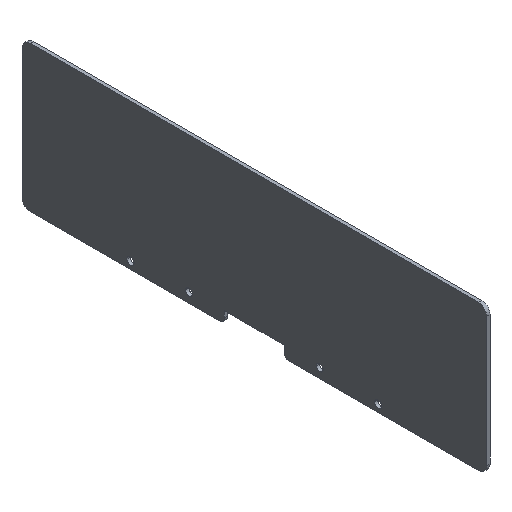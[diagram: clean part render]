
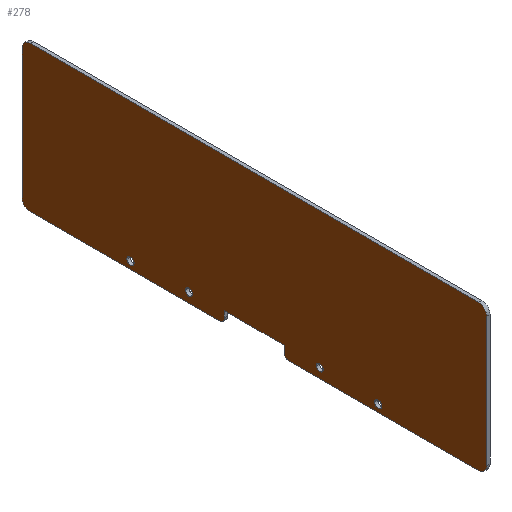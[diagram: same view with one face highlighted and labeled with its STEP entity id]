
A CAD part, isometric view. The second image highlights one B-rep face of the part: STEP entity #278.
In plain terms, the highlighted planar face has unit normal (-1, 0, 0).
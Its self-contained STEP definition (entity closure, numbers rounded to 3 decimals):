
#88=AXIS2_PLACEMENT_3D('Circle Axis2P3D',#86,#87,$) ;
#106=AXIS2_PLACEMENT_3D('Plane Axis2P3D',#103,#104,#105) ;
#117=AXIS2_PLACEMENT_3D('Circle Axis2P3D',#115,#116,$) ;
#131=AXIS2_PLACEMENT_3D('Circle Axis2P3D',#129,#130,$) ;
#145=AXIS2_PLACEMENT_3D('Circle Axis2P3D',#143,#144,$) ;
#159=AXIS2_PLACEMENT_3D('Circle Axis2P3D',#157,#158,$) ;
#187=AXIS2_PLACEMENT_3D('Circle Axis2P3D',#185,#186,$) ;
#208=AXIS2_PLACEMENT_3D('Circle Axis2P3D',#206,#207,$) ;
#217=AXIS2_PLACEMENT_3D('Circle Axis2P3D',#215,#216,$) ;
#226=AXIS2_PLACEMENT_3D('Circle Axis2P3D',#224,#225,$) ;
#235=AXIS2_PLACEMENT_3D('Circle Axis2P3D',#233,#234,$) ;
#244=AXIS2_PLACEMENT_3D('Circle Axis2P3D',#242,#243,$) ;
#253=AXIS2_PLACEMENT_3D('Circle Axis2P3D',#251,#252,$) ;
#262=AXIS2_PLACEMENT_3D('Circle Axis2P3D',#260,#261,$) ;
#271=AXIS2_PLACEMENT_3D('Circle Axis2P3D',#269,#270,$) ;
#41=CARTESIAN_POINT('Vertex',(0.,5.,0.)) ;
#46=CARTESIAN_POINT('Line Origine',(0.,63.5,0.)) ;
#50=CARTESIAN_POINT('Vertex',(0.,122.,0.)) ;
#81=CARTESIAN_POINT('Vertex',(0.,0.,5.)) ;
#86=CARTESIAN_POINT('Axis2P3D Location',(0.,5.,5.)) ;
#103=CARTESIAN_POINT('Axis2P3D Location',(0.,0.,0.)) ;
#108=CARTESIAN_POINT('Line Origine',(0.,0.,45.)) ;
#112=CARTESIAN_POINT('Vertex',(0.,0.,85.)) ;
#115=CARTESIAN_POINT('Axis2P3D Location',(0.,5.,85.)) ;
#119=CARTESIAN_POINT('Vertex',(0.,5.,90.)) ;
#122=CARTESIAN_POINT('Line Origine',(0.,143.5,90.)) ;
#126=CARTESIAN_POINT('Vertex',(0.,282.,90.)) ;
#129=CARTESIAN_POINT('Axis2P3D Location',(0.,282.,85.)) ;
#133=CARTESIAN_POINT('Vertex',(0.,287.,85.)) ;
#136=CARTESIAN_POINT('Line Origine',(0.,287.,45.)) ;
#140=CARTESIAN_POINT('Vertex',(0.,287.,5.)) ;
#143=CARTESIAN_POINT('Axis2P3D Location',(0.,282.,5.)) ;
#147=CARTESIAN_POINT('Vertex',(0.,282.,0.)) ;
#150=CARTESIAN_POINT('Line Origine',(0.,223.5,0.)) ;
#154=CARTESIAN_POINT('Vertex',(0.,165.,0.)) ;
#157=CARTESIAN_POINT('Axis2P3D Location',(0.,165.,3.)) ;
#161=CARTESIAN_POINT('Vertex',(0.,162.,3.)) ;
#164=CARTESIAN_POINT('Line Origine',(0.,162.,5.)) ;
#168=CARTESIAN_POINT('Vertex',(0.,162.,7.)) ;
#171=CARTESIAN_POINT('Line Origine',(0.,143.5,7.)) ;
#175=CARTESIAN_POINT('Vertex',(0.,125.,7.)) ;
#178=CARTESIAN_POINT('Line Origine',(0.,125.,5.)) ;
#182=CARTESIAN_POINT('Vertex',(0.,125.,3.)) ;
#185=CARTESIAN_POINT('Axis2P3D Location',(0.,122.,3.)) ;
#206=CARTESIAN_POINT('Axis2P3D Location',(0.,67.,4.5)) ;
#210=CARTESIAN_POINT('Vertex',(0.,69.2,4.5)) ;
#212=CARTESIAN_POINT('Vertex',(0.,64.8,4.5)) ;
#215=CARTESIAN_POINT('Axis2P3D Location',(0.,67.,4.5)) ;
#224=CARTESIAN_POINT('Axis2P3D Location',(0.,103.1,6.)) ;
#228=CARTESIAN_POINT('Vertex',(0.,105.2,6.)) ;
#230=CARTESIAN_POINT('Vertex',(0.,101.,6.)) ;
#233=CARTESIAN_POINT('Axis2P3D Location',(0.,103.1,6.)) ;
#242=CARTESIAN_POINT('Axis2P3D Location',(0.,183.9,6.)) ;
#246=CARTESIAN_POINT('Vertex',(0.,186.,6.)) ;
#248=CARTESIAN_POINT('Vertex',(0.,181.8,6.)) ;
#251=CARTESIAN_POINT('Axis2P3D Location',(0.,183.9,6.)) ;
#260=CARTESIAN_POINT('Axis2P3D Location',(0.,220.,4.5)) ;
#264=CARTESIAN_POINT('Vertex',(0.,222.2,4.5)) ;
#266=CARTESIAN_POINT('Vertex',(0.,217.8,4.5)) ;
#269=CARTESIAN_POINT('Axis2P3D Location',(0.,220.,4.5)) ;
#47=DIRECTION('Vector Direction',(0.,1.,0.)) ;
#87=DIRECTION('Axis2P3D Direction',(1.,0.,0.)) ;
#104=DIRECTION('Axis2P3D Direction',(1.,0.,0.)) ;
#105=DIRECTION('Axis2P3D XDirection',(0.,1.,0.)) ;
#109=DIRECTION('Vector Direction',(0.,0.,-1.)) ;
#116=DIRECTION('Axis2P3D Direction',(1.,0.,0.)) ;
#123=DIRECTION('Vector Direction',(0.,-1.,0.)) ;
#130=DIRECTION('Axis2P3D Direction',(1.,0.,0.)) ;
#137=DIRECTION('Vector Direction',(0.,0.,1.)) ;
#144=DIRECTION('Axis2P3D Direction',(1.,0.,0.)) ;
#151=DIRECTION('Vector Direction',(0.,1.,0.)) ;
#158=DIRECTION('Axis2P3D Direction',(1.,0.,0.)) ;
#165=DIRECTION('Vector Direction',(0.,0.,1.)) ;
#172=DIRECTION('Vector Direction',(0.,-1.,0.)) ;
#179=DIRECTION('Vector Direction',(0.,0.,-1.)) ;
#186=DIRECTION('Axis2P3D Direction',(1.,0.,0.)) ;
#207=DIRECTION('Axis2P3D Direction',(1.,0.,0.)) ;
#216=DIRECTION('Axis2P3D Direction',(1.,0.,0.)) ;
#225=DIRECTION('Axis2P3D Direction',(1.,0.,0.)) ;
#234=DIRECTION('Axis2P3D Direction',(1.,0.,0.)) ;
#243=DIRECTION('Axis2P3D Direction',(1.,0.,0.)) ;
#252=DIRECTION('Axis2P3D Direction',(1.,0.,0.)) ;
#261=DIRECTION('Axis2P3D Direction',(1.,0.,0.)) ;
#270=DIRECTION('Axis2P3D Direction',(1.,0.,0.)) ;
#48=VECTOR('Line Direction',#47,1.) ;
#110=VECTOR('Line Direction',#109,1.) ;
#124=VECTOR('Line Direction',#123,1.) ;
#138=VECTOR('Line Direction',#137,1.) ;
#152=VECTOR('Line Direction',#151,1.) ;
#166=VECTOR('Line Direction',#165,1.) ;
#173=VECTOR('Line Direction',#172,1.) ;
#180=VECTOR('Line Direction',#179,1.) ;
#191=ORIENTED_EDGE('',*,*,#90,.F.) ;
#192=ORIENTED_EDGE('',*,*,#114,.F.) ;
#193=ORIENTED_EDGE('',*,*,#121,.F.) ;
#194=ORIENTED_EDGE('',*,*,#128,.F.) ;
#195=ORIENTED_EDGE('',*,*,#135,.F.) ;
#196=ORIENTED_EDGE('',*,*,#142,.F.) ;
#197=ORIENTED_EDGE('',*,*,#149,.F.) ;
#198=ORIENTED_EDGE('',*,*,#156,.F.) ;
#199=ORIENTED_EDGE('',*,*,#163,.F.) ;
#200=ORIENTED_EDGE('',*,*,#170,.F.) ;
#201=ORIENTED_EDGE('',*,*,#177,.F.) ;
#202=ORIENTED_EDGE('',*,*,#184,.F.) ;
#203=ORIENTED_EDGE('',*,*,#189,.F.) ;
#204=ORIENTED_EDGE('',*,*,#52,.F.) ;
#221=ORIENTED_EDGE('',*,*,#214,.T.) ;
#222=ORIENTED_EDGE('',*,*,#219,.T.) ;
#239=ORIENTED_EDGE('',*,*,#232,.T.) ;
#240=ORIENTED_EDGE('',*,*,#237,.T.) ;
#257=ORIENTED_EDGE('',*,*,#250,.T.) ;
#258=ORIENTED_EDGE('',*,*,#255,.T.) ;
#275=ORIENTED_EDGE('',*,*,#268,.T.) ;
#276=ORIENTED_EDGE('',*,*,#273,.T.) ;
#223=FACE_BOUND('',#220,.T.) ;
#241=FACE_BOUND('',#238,.T.) ;
#259=FACE_BOUND('',#256,.T.) ;
#277=FACE_BOUND('',#274,.T.) ;
#278=ADVANCED_FACE('Hauptk\X2\00F6\X0\rper',(#205,#223,#241,#259,#277),#107,.F.) ;
#89=CIRCLE('generated circle',#88,5.) ;
#118=CIRCLE('generated circle',#117,5.) ;
#132=CIRCLE('generated circle',#131,5.) ;
#146=CIRCLE('generated circle',#145,5.) ;
#160=CIRCLE('generated circle',#159,3.) ;
#188=CIRCLE('generated circle',#187,3.) ;
#209=CIRCLE('generated circle',#208,2.2) ;
#218=CIRCLE('generated circle',#217,2.2) ;
#227=CIRCLE('generated circle',#226,2.1) ;
#236=CIRCLE('generated circle',#235,2.1) ;
#245=CIRCLE('generated circle',#244,2.1) ;
#254=CIRCLE('generated circle',#253,2.1) ;
#263=CIRCLE('generated circle',#262,2.2) ;
#272=CIRCLE('generated circle',#271,2.2) ;
#52=EDGE_CURVE('',#42,#51,#49,.T.) ;
#90=EDGE_CURVE('',#82,#42,#89,.T.) ;
#114=EDGE_CURVE('',#113,#82,#111,.T.) ;
#121=EDGE_CURVE('',#120,#113,#118,.T.) ;
#128=EDGE_CURVE('',#127,#120,#125,.T.) ;
#135=EDGE_CURVE('',#134,#127,#132,.T.) ;
#142=EDGE_CURVE('',#141,#134,#139,.T.) ;
#149=EDGE_CURVE('',#148,#141,#146,.T.) ;
#156=EDGE_CURVE('',#155,#148,#153,.T.) ;
#163=EDGE_CURVE('',#162,#155,#160,.T.) ;
#170=EDGE_CURVE('',#169,#162,#167,.F.) ;
#177=EDGE_CURVE('',#176,#169,#174,.F.) ;
#184=EDGE_CURVE('',#183,#176,#181,.F.) ;
#189=EDGE_CURVE('',#51,#183,#188,.T.) ;
#214=EDGE_CURVE('',#211,#213,#209,.T.) ;
#219=EDGE_CURVE('',#213,#211,#218,.T.) ;
#232=EDGE_CURVE('',#229,#231,#227,.T.) ;
#237=EDGE_CURVE('',#231,#229,#236,.T.) ;
#250=EDGE_CURVE('',#247,#249,#245,.T.) ;
#255=EDGE_CURVE('',#249,#247,#254,.T.) ;
#268=EDGE_CURVE('',#265,#267,#263,.T.) ;
#273=EDGE_CURVE('',#267,#265,#272,.T.) ;
#190=EDGE_LOOP('',(#191,#192,#193,#194,#195,#196,#197,#198,#199,#200,#201,#202,#203,#204)) ;
#220=EDGE_LOOP('',(#221,#222)) ;
#238=EDGE_LOOP('',(#239,#240)) ;
#256=EDGE_LOOP('',(#257,#258)) ;
#274=EDGE_LOOP('',(#275,#276)) ;
#205=FACE_OUTER_BOUND('',#190,.T.) ;
#49=LINE('Line',#46,#48) ;
#111=LINE('Line',#108,#110) ;
#125=LINE('Line',#122,#124) ;
#139=LINE('Line',#136,#138) ;
#153=LINE('Line',#150,#152) ;
#167=LINE('Line',#164,#166) ;
#174=LINE('Line',#171,#173) ;
#181=LINE('Line',#178,#180) ;
#107=PLANE('',#106) ;
#42=VERTEX_POINT('',#41) ;
#51=VERTEX_POINT('',#50) ;
#82=VERTEX_POINT('',#81) ;
#113=VERTEX_POINT('',#112) ;
#120=VERTEX_POINT('',#119) ;
#127=VERTEX_POINT('',#126) ;
#134=VERTEX_POINT('',#133) ;
#141=VERTEX_POINT('',#140) ;
#148=VERTEX_POINT('',#147) ;
#155=VERTEX_POINT('',#154) ;
#162=VERTEX_POINT('',#161) ;
#169=VERTEX_POINT('',#168) ;
#176=VERTEX_POINT('',#175) ;
#183=VERTEX_POINT('',#182) ;
#211=VERTEX_POINT('',#210) ;
#213=VERTEX_POINT('',#212) ;
#229=VERTEX_POINT('',#228) ;
#231=VERTEX_POINT('',#230) ;
#247=VERTEX_POINT('',#246) ;
#249=VERTEX_POINT('',#248) ;
#265=VERTEX_POINT('',#264) ;
#267=VERTEX_POINT('',#266) ;
